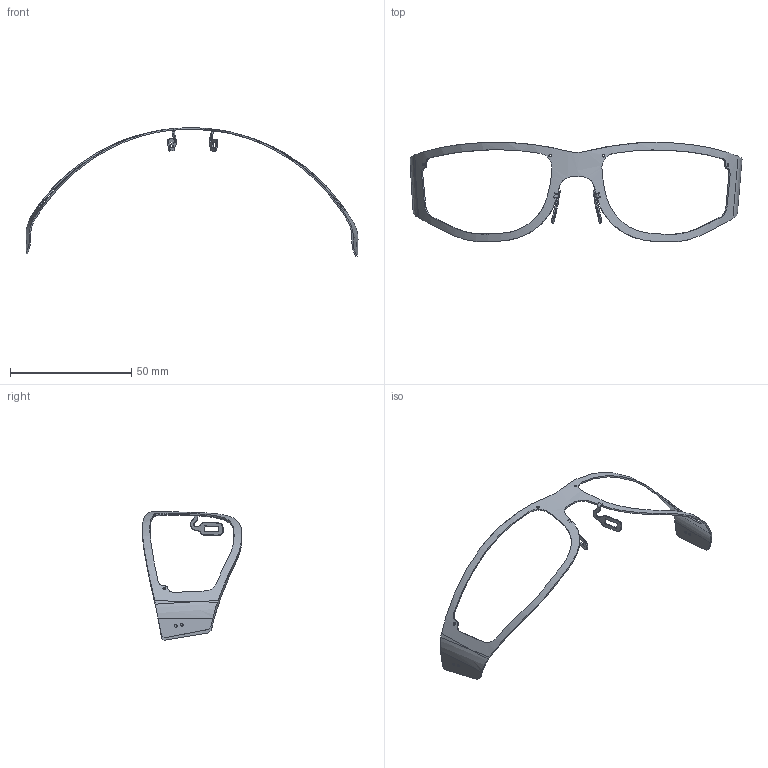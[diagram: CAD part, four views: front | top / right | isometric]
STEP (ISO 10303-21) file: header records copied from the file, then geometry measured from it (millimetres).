
FILE_DESCRIPTION (( 'STEP AP214' ), '1' );
FILE_NAME ('Stahlfassung.STEP', '2017-04-04T15:03:08', ( 'User' ), ( '' ), 'SwSTEP 2.0', 'SolidWorks 2017', '' );
FILE_SCHEMA (( 'AUTOMOTIVE_DESIGN' ));
Length unit declared in the file: millimetre
Products named in the file (2): Stahlfassung
Bounding box: 136.94 x 41.18 x 53.02 mm (x, y, z)
Volume: 1324.1 mm3; surface area: 4902.9 mm2
Topology: 1 solids, 1 shells, 164 faces, 450 edges, 288 vertices
Faces by surface type: bspline 103, cylinder 47, plane 14
Entity records: 17301 total; most frequent: CARTESIAN_POINT 14121, ORIENTED_EDGE 900, EDGE_CURVE 450, B_SPLINE_CURVE_WITH_KNOTS 381, VERTEX_POINT 288, DIRECTION 211, EDGE_LOOP 188, FACE_OUTER_BOUND 164
